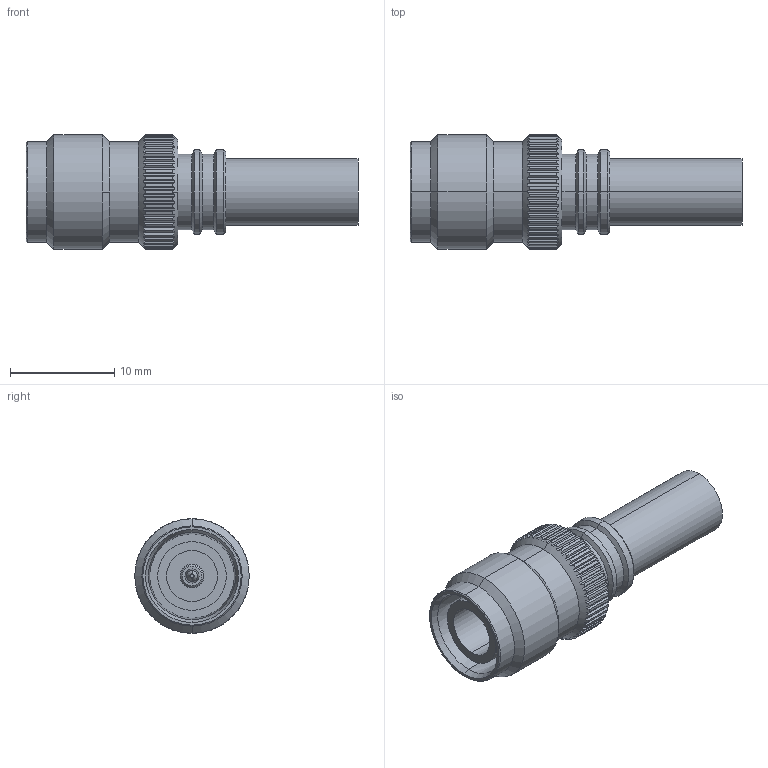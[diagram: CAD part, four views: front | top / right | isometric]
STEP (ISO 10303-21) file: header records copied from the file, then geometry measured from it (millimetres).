
FILE_DESCRIPTION (( 'STEP AP214' ), '1' );
FILE_NAME ('3190-6166(EZ-195-TF-RP-X).STEP', '2020-08-19T08:13:00', ( '' ), ( '' ), 'SwSTEP 2.0', 'SolidWorks 2017', '' );
FILE_SCHEMA (( 'AUTOMOTIVE_DESIGN' ));
Length unit declared in the file: millimetre
Products named in the file (1): 3190-6166(EZ-195-TF-RP-X)
Bounding box: 31.88 x 11 x 11 mm (x, y, z)
Volume: 1280.4 mm3; surface area: 1988.3 mm2
Topology: 1 solids, 1 shells, 289 faces, 782 edges, 508 vertices
Faces by surface type: plane 165, cylinder 88, cone 36
Entity records: 9384 total; most frequent: CARTESIAN_POINT 2492, ORIENTED_EDGE 1564, DIRECTION 1266, EDGE_CURVE 782, VERTEX_POINT 508, AXIS2_PLACEMENT_3D 496, B_SPLINE_CURVE_WITH_KNOTS 302, EDGE_LOOP 302
